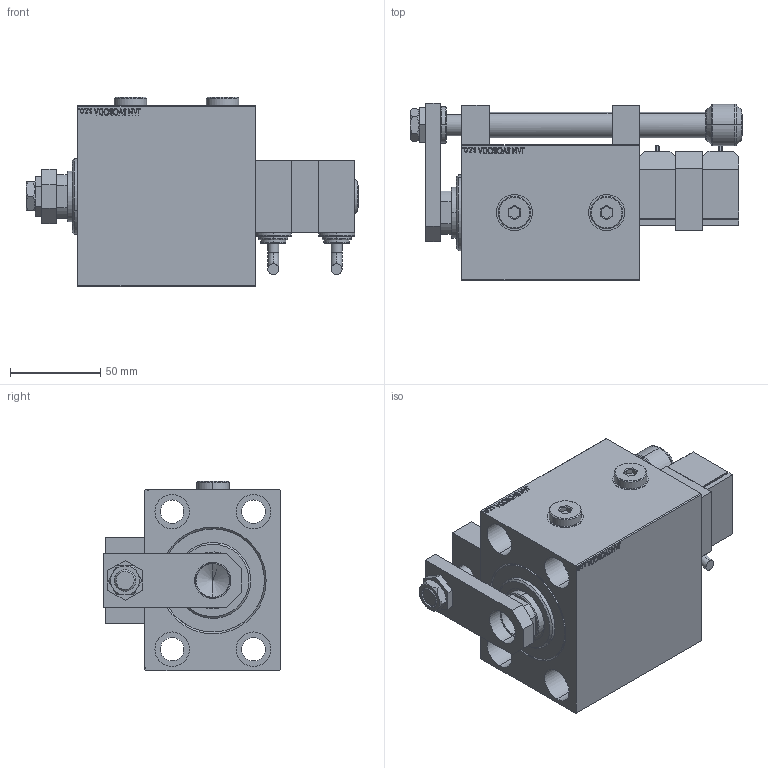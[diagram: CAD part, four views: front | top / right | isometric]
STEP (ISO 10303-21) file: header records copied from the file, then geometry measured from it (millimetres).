
FILE_DESCRIPTION (( 'STEP AP203' ), '1' );
FILE_NAME ('c1a4.STEP', '2025-02-12T10:02:24', ( '' ), ( '' ), 'SwSTEP 2.0', 'SolidWorks 2019', '' );
FILE_SCHEMA (( 'CONFIG_CONTROL_DESIGN' ));
Length unit declared in the file: millimetre
Products named in the file (14): ZARAZKA_P c3c552e91e292a66bec1bbea6d7d6446; NUT_D16 c3c552e91e292a66bec1bbea6d7d6446; Zatka_OIL_PORT c3c552e91e292a66bec1bbea6d7d6446; SWITCH DIM W_B c3c552e91e292a66bec1bbea6d7d6446; MIDDLE c3c552e91e292a66bec1bbea6d7d6446; V450CM_C_Body c3c552e91e292a66bec1bbea6d7d6446; NUT_D19_P c3c552e91e292a66bec1bbea6d7d6446; SWITCH_P_FRONT_BACK c3c552e91e292a66bec1bbea6d7d6446; TYC_P c3c552e91e292a66bec1bbea6d7d6446; c1a4; V450CM_VC_B c3c552e91e292a66bec1bbea6d7d6446; KROUZEK_PRO_TYC c3c552e91e292a66bec1bbea6d7d6446; SWITCH P c3c552e91e292a66bec1bbea6d7d6446; V450CM_C_VCP c3c552e91e292a66bec1bbea6d7d6446
Assembly tree (16 placements, depth 2):
  c1a4
    V450CM_C_Body c3c552e91e292a66bec1bbea6d7d6446
    V450CM_C_VCP c3c552e91e292a66bec1bbea6d7d6446
    V450CM_VC_B c3c552e91e292a66bec1bbea6d7d6446
    SWITCH DIM W_B c3c552e91e292a66bec1bbea6d7d6446
    SWITCH P c3c552e91e292a66bec1bbea6d7d6446  x2
    SWITCH_P_FRONT_BACK c3c552e91e292a66bec1bbea6d7d6446  x2
    TYC_P c3c552e91e292a66bec1bbea6d7d6446
    ZARAZKA_P c3c552e91e292a66bec1bbea6d7d6446
    KROUZEK_PRO_TYC c3c552e91e292a66bec1bbea6d7d6446
    MIDDLE c3c552e91e292a66bec1bbea6d7d6446
    NUT_D16 c3c552e91e292a66bec1bbea6d7d6446
    NUT_D19_P c3c552e91e292a66bec1bbea6d7d6446
    Zatka_OIL_PORT c3c552e91e292a66bec1bbea6d7d6446  x2
Bounding box: 183.5 x 98 x 104.9 mm (x, y, z)
Volume: 791731.9 mm3; surface area: 156886.4 mm2
Topology: 16 solids, 16 shells, 1144 faces, 2840 edges, 1860 vertices
Faces by surface type: plane 555, bspline 380, cylinder 136, cone 41, torus 32
Entity records: 51011 total; most frequent: CARTESIAN_POINT 26418, ORIENTED_EDGE 5300, DIRECTION 3561, EDGE_CURVE 2650, VERTEX_POINT 1740, VECTOR 1531, LINE 1531, EDGE_LOOP 1222
